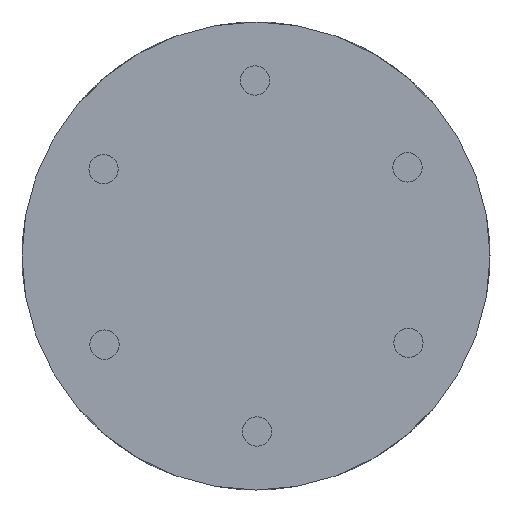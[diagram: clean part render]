
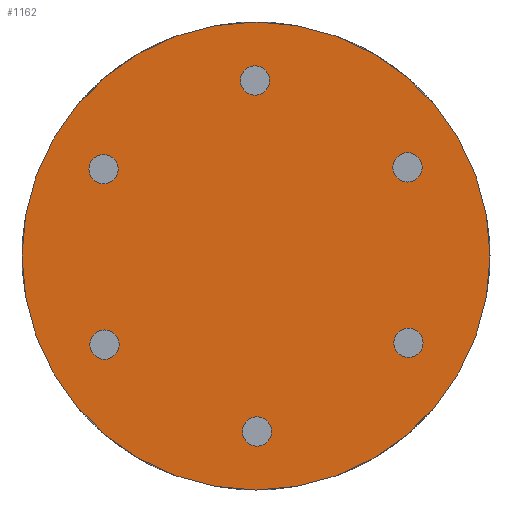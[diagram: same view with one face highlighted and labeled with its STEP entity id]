
A CAD part, left-side view. The second image highlights one B-rep face of the part: STEP entity #1162.
In plain terms, the highlighted planar face has unit normal (-1, 0, 0).
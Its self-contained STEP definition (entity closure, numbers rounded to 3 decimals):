
#29 = AXIS2_PLACEMENT_3D ( 'NONE', #956, #2798, #707 ) ;
#35 = EDGE_LOOP ( 'NONE', ( #1944, #418 ) ) ;
#50 = CARTESIAN_POINT ( 'NONE',  ( -50., -25.895, 17.647 ) ) ;
#60 = DIRECTION ( 'NONE',  ( -1., 0., 0. ) ) ;
#61 = EDGE_LOOP ( 'NONE', ( #2546, #1125 ) ) ;
#93 = DIRECTION ( 'NONE',  ( 0., 0., 1. ) ) ;
#108 = CIRCLE ( 'NONE', #1085, 2.5 ) ;
#114 = VERTEX_POINT ( 'NONE', #2224 ) ;
#149 = ORIENTED_EDGE ( 'NONE', *, *, #2810, .F. ) ;
#173 = DIRECTION ( 'NONE',  ( -1., 0., 0. ) ) ;
#183 = AXIS2_PLACEMENT_3D ( 'NONE', #2306, #1131, #1381 ) ;
#206 = CIRCLE ( 'NONE', #2761, 2.5 ) ;
#228 = DIRECTION ( 'NONE',  ( -1., 0., 0. ) ) ;
#240 = DIRECTION ( 'NONE',  ( 0., 0., 1. ) ) ;
#250 = ORIENTED_EDGE ( 'NONE', *, *, #2302, .F. ) ;
#320 = EDGE_LOOP ( 'NONE', ( #1845, #1193 ) ) ;
#335 = ORIENTED_EDGE ( 'NONE', *, *, #782, .F. ) ;
#341 = DIRECTION ( 'NONE',  ( -1., 0., 0. ) ) ;
#349 = EDGE_CURVE ( 'NONE', #114, #1429, #863, .T. ) ;
#391 = AXIS2_PLACEMENT_3D ( 'NONE', #2588, #783, #735 ) ;
#410 = AXIS2_PLACEMENT_3D ( 'NONE', #2364, #1673, #543 ) ;
#415 = ORIENTED_EDGE ( 'NONE', *, *, #482, .F. ) ;
#418 = ORIENTED_EDGE ( 'NONE', *, *, #597, .F. ) ;
#419 = DIRECTION ( 'NONE',  ( -1., 0., 0. ) ) ;
#440 = FACE_BOUND ( 'NONE', #320, .T. ) ;
#482 = EDGE_CURVE ( 'NONE', #2860, #2943, #2819, .T. ) ;
#502 = AXIS2_PLACEMENT_3D ( 'NONE', #1424, #60, #1704 ) ;
#523 = DIRECTION ( 'NONE',  ( 0., 0., 1. ) ) ;
#543 = DIRECTION ( 'NONE',  ( 0., 0., 1. ) ) ;
#545 = DIRECTION ( 'NONE',  ( -1., 0., 0. ) ) ;
#556 = CIRCLE ( 'NONE', #29, 2.5 ) ;
#570 = DIRECTION ( 'NONE',  ( 0., 0., 1. ) ) ;
#597 = EDGE_CURVE ( 'NONE', #848, #897, #955, .T. ) ;
#630 = ORIENTED_EDGE ( 'NONE', *, *, #923, .F. ) ;
#707 = DIRECTION ( 'NONE',  ( 0., 0., 1. ) ) ;
#708 = VERTEX_POINT ( 'NONE', #825 ) ;
#735 = DIRECTION ( 'NONE',  ( 0., 0., -1. ) ) ;
#760 = CARTESIAN_POINT ( 'NONE',  ( -50., 0.17, 30. ) ) ;
#770 = EDGE_CURVE ( 'NONE', #1472, #2984, #2490, .T. ) ;
#782 = EDGE_CURVE ( 'NONE', #1857, #1150, #556, .T. ) ;
#783 = DIRECTION ( 'NONE',  ( 1., 0., 0. ) ) ;
#803 = ORIENTED_EDGE ( 'NONE', *, *, #2277, .F. ) ;
#825 = CARTESIAN_POINT ( 'NONE',  ( -50., 25.895, -17.647 ) ) ;
#848 = VERTEX_POINT ( 'NONE', #1897 ) ;
#863 = CIRCLE ( 'NONE', #410, 2.5 ) ;
#868 = VERTEX_POINT ( 'NONE', #2618 ) ;
#872 = AXIS2_PLACEMENT_3D ( 'NONE', #1927, #545, #93 ) ;
#874 = DIRECTION ( 'NONE',  ( 0., 0., 1. ) ) ;
#897 = VERTEX_POINT ( 'NONE', #2843 ) ;
#908 = AXIS2_PLACEMENT_3D ( 'NONE', #2515, #228, #240 ) ;
#923 = EDGE_CURVE ( 'NONE', #1150, #1857, #2394, .T. ) ;
#940 = AXIS2_PLACEMENT_3D ( 'NONE', #1304, #1477, #1684 ) ;
#955 = CIRCLE ( 'NONE', #908, 2.5 ) ;
#956 = CARTESIAN_POINT ( 'NONE',  ( -50., -0.17, -30. ) ) ;
#969 = EDGE_LOOP ( 'NONE', ( #415, #250 ) ) ;
#1034 = CARTESIAN_POINT ( 'NONE',  ( -50., 25.895, -15.147 ) ) ;
#1039 = VERTEX_POINT ( 'NONE', #2450 ) ;
#1085 = AXIS2_PLACEMENT_3D ( 'NONE', #2852, #2445, #1305 ) ;
#1125 = ORIENTED_EDGE ( 'NONE', *, *, #770, .F. ) ;
#1131 = DIRECTION ( 'NONE',  ( 1., 0., 0. ) ) ;
#1150 = VERTEX_POINT ( 'NONE', #2358 ) ;
#1162 = ADVANCED_FACE ( 'NONE', ( #2276, #2049, #2555, #2074, #2516, #440, #1826 ), #1620, .F. ) ;
#1189 = CIRCLE ( 'NONE', #2871, 2.5 ) ;
#1193 = ORIENTED_EDGE ( 'NONE', *, *, #349, .F. ) ;
#1286 = CARTESIAN_POINT ( 'NONE',  ( -50., -26.065, -14.852 ) ) ;
#1287 = AXIS2_PLACEMENT_3D ( 'NONE', #760, #1397, #523 ) ;
#1304 = CARTESIAN_POINT ( 'NONE',  ( -50., 0., 0. ) ) ;
#1305 = DIRECTION ( 'NONE',  ( 0., 0., 1. ) ) ;
#1312 = CARTESIAN_POINT ( 'NONE',  ( -50., -25.895, 12.647 ) ) ;
#1319 = DIRECTION ( 'NONE',  ( -1., 0., 0. ) ) ;
#1327 = DIRECTION ( 'NONE',  ( 0., 0., 1. ) ) ;
#1349 = AXIS2_PLACEMENT_3D ( 'NONE', #2913, #1319, #2690 ) ;
#1381 = DIRECTION ( 'NONE',  ( 0., 0., -1. ) ) ;
#1397 = DIRECTION ( 'NONE',  ( -1., 0., 0. ) ) ;
#1412 = AXIS2_PLACEMENT_3D ( 'NONE', #1286, #341, #570 ) ;
#1424 = CARTESIAN_POINT ( 'NONE',  ( -50., -25.895, 15.147 ) ) ;
#1429 = VERTEX_POINT ( 'NONE', #2536 ) ;
#1443 = VERTEX_POINT ( 'NONE', #2082 ) ;
#1460 = CIRCLE ( 'NONE', #1349, 2.5 ) ;
#1472 = VERTEX_POINT ( 'NONE', #2399 ) ;
#1477 = DIRECTION ( 'NONE',  ( 1., 0., 0. ) ) ;
#1551 = EDGE_LOOP ( 'NONE', ( #335, #630 ) ) ;
#1620 = PLANE ( 'NONE',  #183 ) ;
#1673 = DIRECTION ( 'NONE',  ( -1., 0., 0. ) ) ;
#1684 = DIRECTION ( 'NONE',  ( 0., 0., -1. ) ) ;
#1704 = DIRECTION ( 'NONE',  ( 0., 0., 1. ) ) ;
#1721 = ORIENTED_EDGE ( 'NONE', *, *, #2217, .F. ) ;
#1826 = FACE_OUTER_BOUND ( 'NONE', #1844, .T. ) ;
#1844 = EDGE_LOOP ( 'NONE', ( #2052, #149 ) ) ;
#1845 = ORIENTED_EDGE ( 'NONE', *, *, #2890, .F. ) ;
#1854 = AXIS2_PLACEMENT_3D ( 'NONE', #2123, #2339, #2367 ) ;
#1857 = VERTEX_POINT ( 'NONE', #2803 ) ;
#1897 = CARTESIAN_POINT ( 'NONE',  ( -50., -26.065, -17.352 ) ) ;
#1927 = CARTESIAN_POINT ( 'NONE',  ( -50., -0.17, -30. ) ) ;
#1935 = CIRCLE ( 'NONE', #940, 40. ) ;
#1944 = ORIENTED_EDGE ( 'NONE', *, *, #2135, .F. ) ;
#2046 = EDGE_CURVE ( 'NONE', #1039, #868, #1935, .T. ) ;
#2049 = FACE_BOUND ( 'NONE', #1551, .T. ) ;
#2052 = ORIENTED_EDGE ( 'NONE', *, *, #2046, .F. ) ;
#2074 = FACE_BOUND ( 'NONE', #969, .T. ) ;
#2082 = CARTESIAN_POINT ( 'NONE',  ( -50., 25.895, -12.647 ) ) ;
#2123 = CARTESIAN_POINT ( 'NONE',  ( -50., 0.17, 30. ) ) ;
#2135 = EDGE_CURVE ( 'NONE', #897, #848, #2480, .T. ) ;
#2217 = EDGE_CURVE ( 'NONE', #1443, #708, #108, .T. ) ;
#2224 = CARTESIAN_POINT ( 'NONE',  ( -50., 26.065, 12.352 ) ) ;
#2276 = FACE_BOUND ( 'NONE', #2773, .T. ) ;
#2277 = EDGE_CURVE ( 'NONE', #708, #1443, #206, .T. ) ;
#2302 = EDGE_CURVE ( 'NONE', #2943, #2860, #1460, .T. ) ;
#2306 = CARTESIAN_POINT ( 'NONE',  ( -50., 0., 0. ) ) ;
#2312 = CIRCLE ( 'NONE', #391, 40. ) ;
#2334 = CIRCLE ( 'NONE', #1287, 2.5 ) ;
#2339 = DIRECTION ( 'NONE',  ( -1., 0., 0. ) ) ;
#2358 = CARTESIAN_POINT ( 'NONE',  ( -50., -0.17, -32.5 ) ) ;
#2364 = CARTESIAN_POINT ( 'NONE',  ( -50., 26.065, 14.852 ) ) ;
#2367 = DIRECTION ( 'NONE',  ( 0., 0., 1. ) ) ;
#2394 = CIRCLE ( 'NONE', #872, 2.5 ) ;
#2399 = CARTESIAN_POINT ( 'NONE',  ( -50., 0.17, 27.5 ) ) ;
#2445 = DIRECTION ( 'NONE',  ( -1., 0., 0. ) ) ;
#2450 = CARTESIAN_POINT ( 'NONE',  ( -50., 0., 40. ) ) ;
#2480 = CIRCLE ( 'NONE', #1412, 2.5 ) ;
#2490 = CIRCLE ( 'NONE', #1854, 2.5 ) ;
#2515 = CARTESIAN_POINT ( 'NONE',  ( -50., -26.065, -14.852 ) ) ;
#2516 = FACE_BOUND ( 'NONE', #61, .T. ) ;
#2536 = CARTESIAN_POINT ( 'NONE',  ( -50., 26.065, 17.352 ) ) ;
#2546 = ORIENTED_EDGE ( 'NONE', *, *, #2982, .F. ) ;
#2555 = FACE_BOUND ( 'NONE', #35, .T. ) ;
#2588 = CARTESIAN_POINT ( 'NONE',  ( -50., 0., 0. ) ) ;
#2618 = CARTESIAN_POINT ( 'NONE',  ( -50., 0., -40. ) ) ;
#2690 = DIRECTION ( 'NONE',  ( 0., 0., 1. ) ) ;
#2697 = CARTESIAN_POINT ( 'NONE',  ( -50., 26.065, 14.852 ) ) ;
#2761 = AXIS2_PLACEMENT_3D ( 'NONE', #1034, #419, #874 ) ;
#2773 = EDGE_LOOP ( 'NONE', ( #1721, #803 ) ) ;
#2791 = CARTESIAN_POINT ( 'NONE',  ( -50., 0.17, 32.5 ) ) ;
#2798 = DIRECTION ( 'NONE',  ( -1., 0., 0. ) ) ;
#2803 = CARTESIAN_POINT ( 'NONE',  ( -50., -0.17, -27.5 ) ) ;
#2810 = EDGE_CURVE ( 'NONE', #868, #1039, #2312, .T. ) ;
#2819 = CIRCLE ( 'NONE', #502, 2.5 ) ;
#2843 = CARTESIAN_POINT ( 'NONE',  ( -50., -26.065, -12.352 ) ) ;
#2852 = CARTESIAN_POINT ( 'NONE',  ( -50., 25.895, -15.147 ) ) ;
#2860 = VERTEX_POINT ( 'NONE', #50 ) ;
#2871 = AXIS2_PLACEMENT_3D ( 'NONE', #2697, #173, #1327 ) ;
#2890 = EDGE_CURVE ( 'NONE', #1429, #114, #1189, .T. ) ;
#2913 = CARTESIAN_POINT ( 'NONE',  ( -50., -25.895, 15.147 ) ) ;
#2943 = VERTEX_POINT ( 'NONE', #1312 ) ;
#2982 = EDGE_CURVE ( 'NONE', #2984, #1472, #2334, .T. ) ;
#2984 = VERTEX_POINT ( 'NONE', #2791 ) ;
